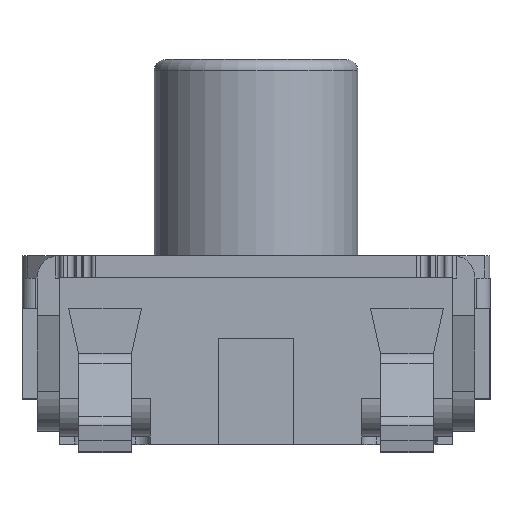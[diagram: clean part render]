
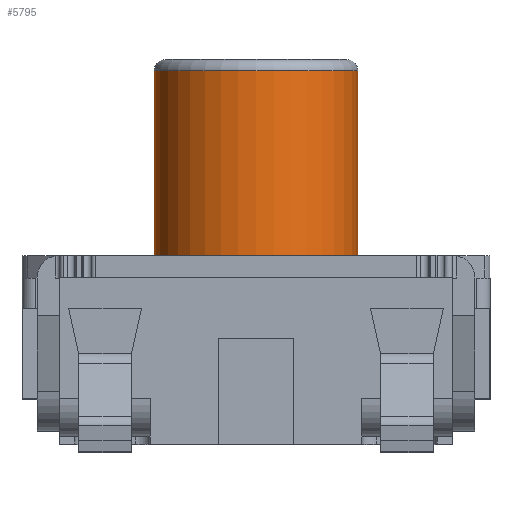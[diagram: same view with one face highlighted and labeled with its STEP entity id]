
A CAD part, top view. The second image highlights one B-rep face of the part: STEP entity #5795.
In plain terms, the highlighted cylindrical face has radius 1.35 mm (diameter 2.7 mm), a full revolution.
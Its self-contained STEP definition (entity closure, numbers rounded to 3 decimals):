
#117=CYLINDRICAL_SURFACE('',#6321,1.35);
#138=CIRCLE('',#5843,1.35);
#139=CIRCLE('',#5844,1.35);
#322=CIRCLE('',#6317,1.35);
#323=CIRCLE('',#6318,1.35);
#324=CIRCLE('',#6319,1.35);
#630=FACE_OUTER_BOUND('',#944,.T.);
#944=EDGE_LOOP('',(#5271,#5272,#5273,#5274,#5275,#5276,#5277));
#1578=LINE('',#9733,#2211);
#2211=VECTOR('',#7967,1.35);
#2303=VERTEX_POINT('',#8173);
#2304=VERTEX_POINT('',#8174);
#2754=VERTEX_POINT('',#9724);
#2755=VERTEX_POINT('',#9726);
#2756=VERTEX_POINT('',#9728);
#2854=EDGE_CURVE('',#2303,#2304,#138,.T.);
#2855=EDGE_CURVE('',#2304,#2303,#139,.T.);
#3593=EDGE_CURVE('',#2754,#2755,#322,.T.);
#3594=EDGE_CURVE('',#2755,#2756,#323,.T.);
#3595=EDGE_CURVE('',#2756,#2754,#324,.T.);
#3597=EDGE_CURVE('',#2756,#2304,#1578,.T.);
#5271=ORIENTED_EDGE('',*,*,#3594,.F.);
#5272=ORIENTED_EDGE('',*,*,#3593,.F.);
#5273=ORIENTED_EDGE('',*,*,#3595,.F.);
#5274=ORIENTED_EDGE('',*,*,#3597,.T.);
#5275=ORIENTED_EDGE('',*,*,#2855,.T.);
#5276=ORIENTED_EDGE('',*,*,#2854,.T.);
#5277=ORIENTED_EDGE('',*,*,#3597,.F.);
#5795=ADVANCED_FACE('',(#630),#117,.T.);
#5843=AXIS2_PLACEMENT_3D('',#8175,#6462,#6463);
#5844=AXIS2_PLACEMENT_3D('',#8176,#6464,#6465);
#6317=AXIS2_PLACEMENT_3D('',#9727,#7957,#7958);
#6318=AXIS2_PLACEMENT_3D('',#9729,#7959,#7960);
#6319=AXIS2_PLACEMENT_3D('',#9730,#7961,#7962);
#6321=AXIS2_PLACEMENT_3D('',#9732,#7965,#7966);
#6462=DIRECTION('center_axis',(0.,1.,0.));
#6463=DIRECTION('ref_axis',(-1.,0.,0.));
#6464=DIRECTION('center_axis',(0.,1.,0.));
#6465=DIRECTION('ref_axis',(-1.,0.,0.));
#7957=DIRECTION('center_axis',(0.,1.,0.));
#7958=DIRECTION('ref_axis',(1.,0.,0.));
#7959=DIRECTION('center_axis',(0.,1.,0.));
#7960=DIRECTION('ref_axis',(1.,0.,0.));
#7961=DIRECTION('center_axis',(0.,1.,0.));
#7962=DIRECTION('ref_axis',(1.,0.,0.));
#7965=DIRECTION('center_axis',(0.,1.,0.));
#7966=DIRECTION('ref_axis',(-1.,0.,0.));
#7967=DIRECTION('',(0.,-1.,0.));
#8173=CARTESIAN_POINT('',(-7.881,7.417,2.247));
#8174=CARTESIAN_POINT('',(-5.181,7.417,2.247));
#8175=CARTESIAN_POINT('Origin',(-6.531,7.417,2.247));
#8176=CARTESIAN_POINT('Origin',(-6.531,7.417,2.247));
#9724=CARTESIAN_POINT('',(-6.531,10.167,0.897));
#9726=CARTESIAN_POINT('',(-7.881,10.167,2.247));
#9727=CARTESIAN_POINT('Origin',(-6.531,10.167,2.247));
#9728=CARTESIAN_POINT('',(-5.181,10.167,2.247));
#9729=CARTESIAN_POINT('Origin',(-6.531,10.167,2.247));
#9730=CARTESIAN_POINT('Origin',(-6.531,10.167,2.247));
#9732=CARTESIAN_POINT('Origin',(-6.531,7.417,2.247));
#9733=CARTESIAN_POINT('',(-5.181,7.417,2.247));
